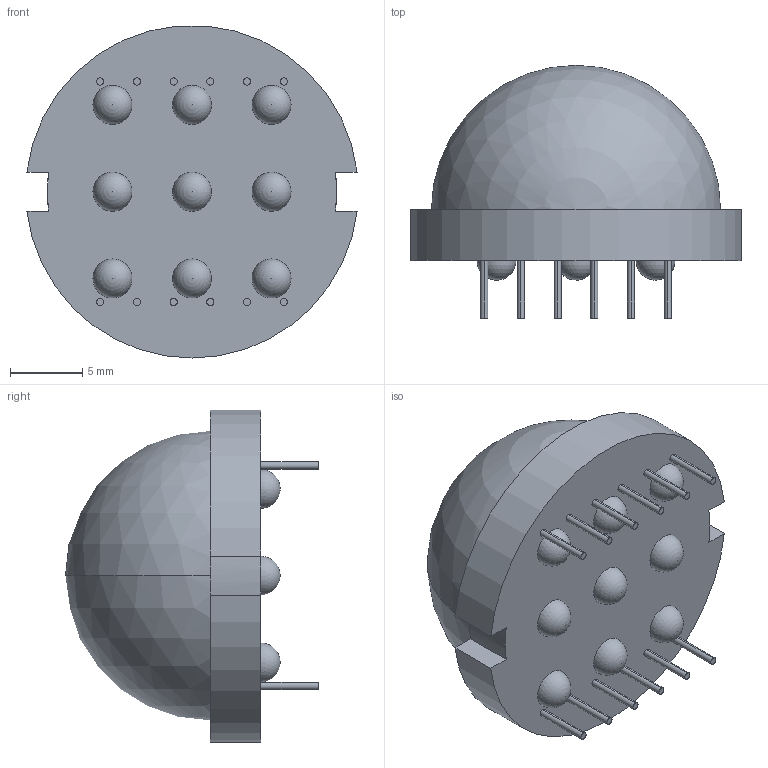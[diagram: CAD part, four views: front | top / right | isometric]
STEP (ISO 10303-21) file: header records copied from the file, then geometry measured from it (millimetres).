
FILE_DESCRIPTION (( 'STEP AP214' ), '1' );
FILE_NAME ('DLA-6.STEP', '2008-09-06T01:32:41', ( '' ), ( '' ), 'SwSTEP 2.0', 'SolidWorks 2008', '' );
FILE_SCHEMA (( 'AUTOMOTIVE_DESIGN' ));
Length unit declared in the file: millimetre
Products named in the file (1): DLA-6
Bounding box: 22.84 x 17.5 x 22.96 mm (x, y, z)
Volume: 3575.9 mm3; surface area: 1529.9 mm2
Topology: 1 solids, 1 shells, 87 faces, 409 edges, 362 vertices
Faces by surface type: cylinder 57, plane 19, sphere 11
Entity records: 5021 total; most frequent: CARTESIAN_POINT 1295, ORIENTED_EDGE 756, DIRECTION 527, EDGE_CURVE 378, VERTEX_POINT 342, AXIS2_PLACEMENT_3D 216, B_SPLINE_CURVE_WITH_KNOTS 155, EDGE_LOOP 136
